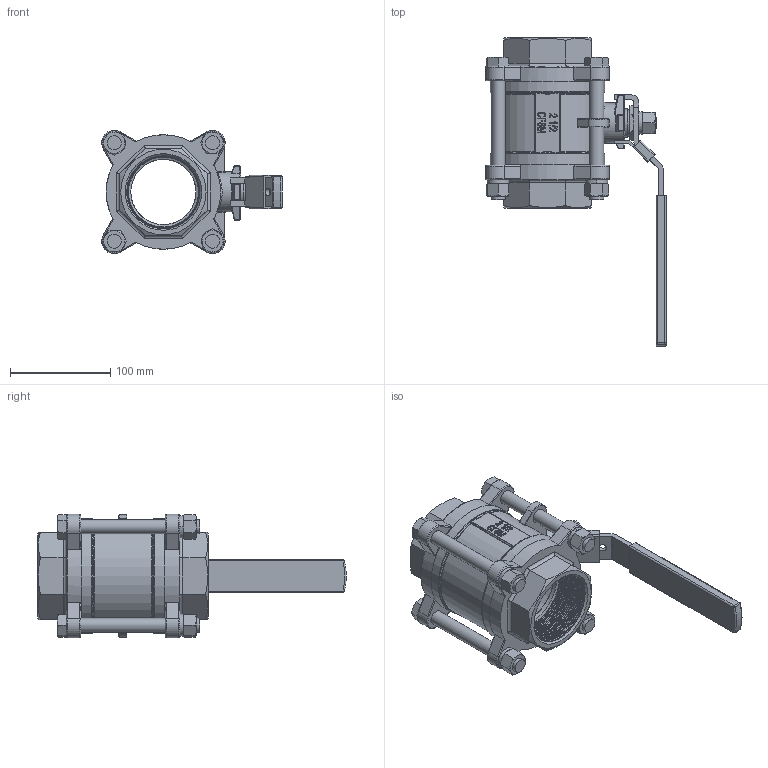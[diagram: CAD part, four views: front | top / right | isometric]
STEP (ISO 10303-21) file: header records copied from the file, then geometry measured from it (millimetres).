
FILE_DESCRIPTION(('STEP AP214'),'1');
FILE_NAME('21-2.stp','2020-08-04T06:26:32',(' '),(' '),'Spatial InterOp 3D',' ',' ');
FILE_SCHEMA(('AUTOMOTIVE_DESIGN { 1 0 10303 214 1 1 1 1 }'));
Length unit declared in the file: millimetre
Products named in the file (13): 3PC_____ 21/2; 阀杆; 阀体; 阀盖; 垫圈 ： 单圈弹簧 - M14.0 x 3.6; 螺母 ： 标准 - M14.0 x 12.8; 压紧螺母; 加锁手柄; 手柄套; 螺栓 ： 六角头 - M14.0 x 133.0
Assembly tree (21 placements, depth 2):
  3PC_____ 21/2
    阀杆
    阀体
    阀盖
    垫圈 ： 单圈弹簧 - M14.0 x 3.6
    螺母 ： 标准 - M14.0 x 12.8
    压紧螺母
    阀盖
    加锁手柄
    手柄套
    螺栓 ： 六角头 - M14.0 x 133.0  x4
    螺母 ： 标准 - M14.0 x 12.8  x4
    垫圈 ： 单圈弹簧 - M14.0 x 3.6  x4
Bounding box: 179.87 x 307.5 x 122.93 mm (x, y, z)
Volume: 781400.1 mm3; surface area: 257644.6 mm2
Topology: 22 solids, 22 shells, 1398 faces, 3617 edges, 2280 vertices
Faces by surface type: plane 898, cylinder 179, bspline 132, cone 126, torus 43, sphere 20
Full cylindrical faces by diameter (mm): 7.5 x1, 14 x9, 14.5 x10, 20 x1, 20.6 x1, 21 x1, 25 x1, 26 x2, 26.4 x1, 28 x1, 40 x1, 65 x2, 99 x1, 100.5 x2, 104.5 x2, 114 x4
Entity records: 78848 total; most frequent: CARTESIAN_POINT 38534, ORIENTED_EDGE 6480, DIRECTION 5673, EDGE_CURVE 3240, LINE 2343, VECTOR 2343, VERTEX_POINT 2089, AXIS2_PLACEMENT_3D 1665
